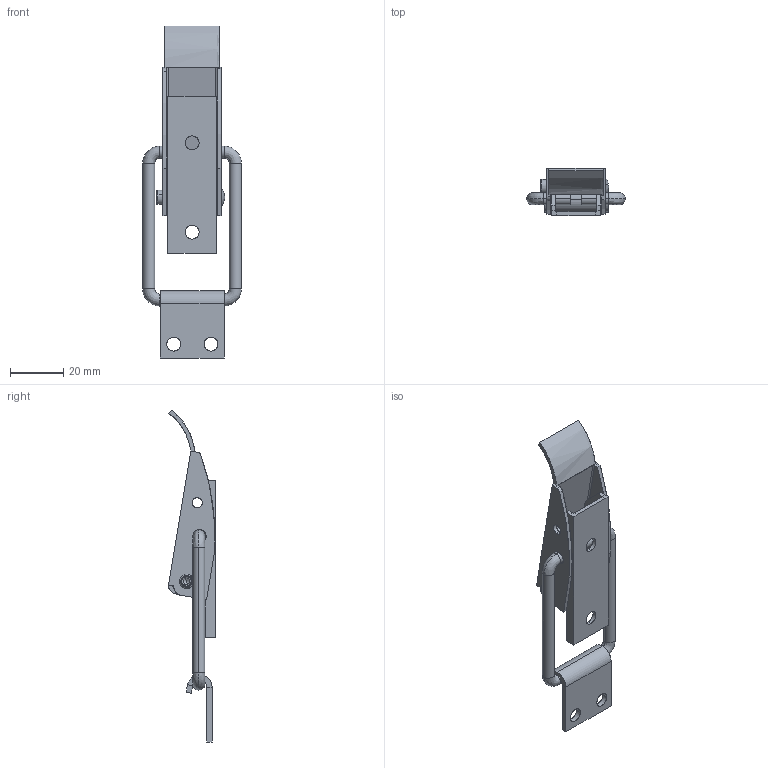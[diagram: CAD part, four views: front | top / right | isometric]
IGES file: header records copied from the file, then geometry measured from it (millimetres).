
Start section: SolidWorks IGES file using analytic representation for surfaces
Global section: file name: CT-06207.IGS; native system: SolidWorks 2010; preprocessor: SolidWorks 2010; author: bmms01; date: 130606.114852; units: millimetre
Bounding box: 37 x 17.93 x 124.57 mm (x, y, z)
Surface area: 14130.1 mm2 (no closed solid volume)
Topology: 0 solids, 0 shells, 317 faces, 3250 edges, 3246 vertices
Faces by surface type: bspline 199, revolution 118
